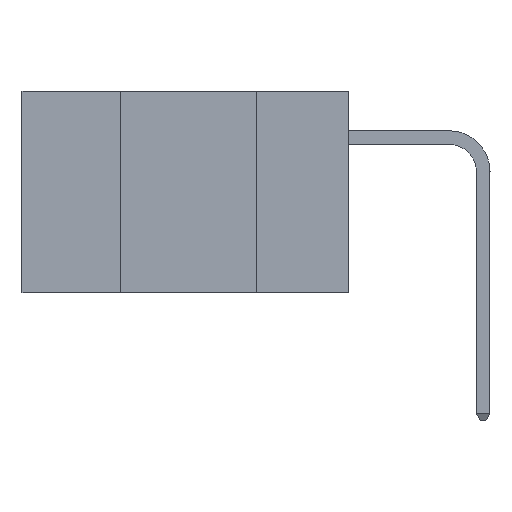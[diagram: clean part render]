
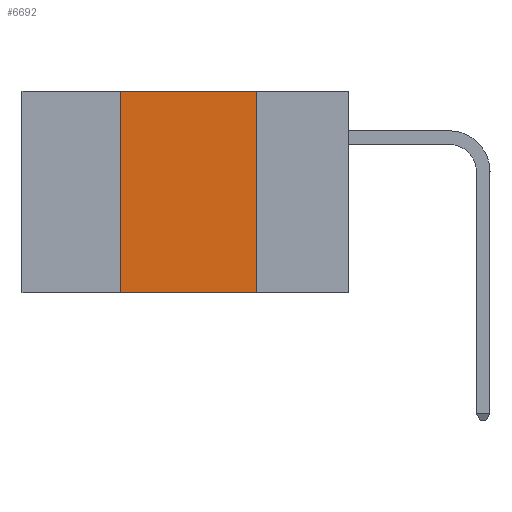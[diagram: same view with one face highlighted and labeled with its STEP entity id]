
A CAD part, left-side view. The second image highlights one B-rep face of the part: STEP entity #6692.
In plain terms, the highlighted planar face has unit normal (-1, 0, 0).
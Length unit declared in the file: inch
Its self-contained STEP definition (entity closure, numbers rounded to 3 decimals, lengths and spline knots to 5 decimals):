
#715 = DIRECTION ( 'NONE',  ( 0., -1., 0. ) ) ;
#820 = ORIENTED_EDGE ( 'NONE', *, *, #12483, .F. ) ;
#1060 = EDGE_LOOP ( 'NONE', ( #820, #2136, #5095, #9720 ) ) ;
#1851 = CARTESIAN_POINT ( 'NONE',  ( 0., 0.17, -0.37 ) ) ;
#2136 = ORIENTED_EDGE ( 'NONE', *, *, #5394, .F. ) ;
#2172 = VERTEX_POINT ( 'NONE', #1851 ) ;
#3112 = PLANE ( 'NONE',  #3670 ) ;
#3670 = AXIS2_PLACEMENT_3D ( 'NONE', #15170, #10045, #4128 ) ;
#4128 = DIRECTION ( 'NONE',  ( 0., 0., -1. ) ) ;
#4359 = EDGE_CURVE ( 'NONE', #8623, #2172, #9069, .T. ) ;
#4705 = VECTOR ( 'NONE', #13676, 39.37008 ) ;
#4735 = CARTESIAN_POINT ( 'NONE',  ( 0., 0.17, 0. ) ) ;
#5095 = ORIENTED_EDGE ( 'NONE', *, *, #12980, .F. ) ;
#5394 = EDGE_CURVE ( 'NONE', #6333, #12814, #11485, .T. ) ;
#5947 = VECTOR ( 'NONE', #9545, 39.37008 ) ;
#6333 = VERTEX_POINT ( 'NONE', #14580 ) ;
#6410 = FACE_OUTER_BOUND ( 'NONE', #1060, .T. ) ;
#6692 = ADVANCED_FACE ( 'NONE', ( #6410 ), #3112, .F. ) ;
#8533 = CARTESIAN_POINT ( 'NONE',  ( 0., 0.42, -0.37 ) ) ;
#8623 = VERTEX_POINT ( 'NONE', #8533 ) ;
#8831 = CARTESIAN_POINT ( 'NONE',  ( 0., 0.6, -0.37 ) ) ;
#9069 = LINE ( 'NONE', #8831, #12656 ) ;
#9424 = CARTESIAN_POINT ( 'NONE',  ( 0., 0.6, 0. ) ) ;
#9545 = DIRECTION ( 'NONE',  ( 0., 0., -1. ) ) ;
#9616 = LINE ( 'NONE', #4735, #5947 ) ;
#9720 = ORIENTED_EDGE ( 'NONE', *, *, #4359, .T. ) ;
#10045 = DIRECTION ( 'NONE',  ( 1., 0., 0. ) ) ;
#11152 = LINE ( 'NONE', #12493, #4705 ) ;
#11211 = DIRECTION ( 'NONE',  ( 0., -1., 0. ) ) ;
#11485 = LINE ( 'NONE', #9424, #13209 ) ;
#12483 = EDGE_CURVE ( 'NONE', #12814, #2172, #9616, .T. ) ;
#12493 = CARTESIAN_POINT ( 'NONE',  ( 0., 0.42, 0. ) ) ;
#12656 = VECTOR ( 'NONE', #11211, 39.37008 ) ;
#12814 = VERTEX_POINT ( 'NONE', #13215 ) ;
#12980 = EDGE_CURVE ( 'NONE', #8623, #6333, #11152, .T. ) ;
#13209 = VECTOR ( 'NONE', #715, 39.37008 ) ;
#13215 = CARTESIAN_POINT ( 'NONE',  ( 0., 0.17, 0. ) ) ;
#13676 = DIRECTION ( 'NONE',  ( 0., 0., 1. ) ) ;
#14580 = CARTESIAN_POINT ( 'NONE',  ( 0., 0.42, 0. ) ) ;
#15170 = CARTESIAN_POINT ( 'NONE',  ( 0., 0.6, 0. ) ) ;
